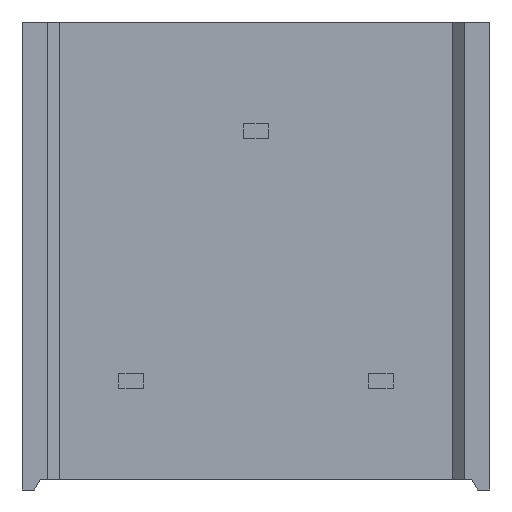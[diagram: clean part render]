
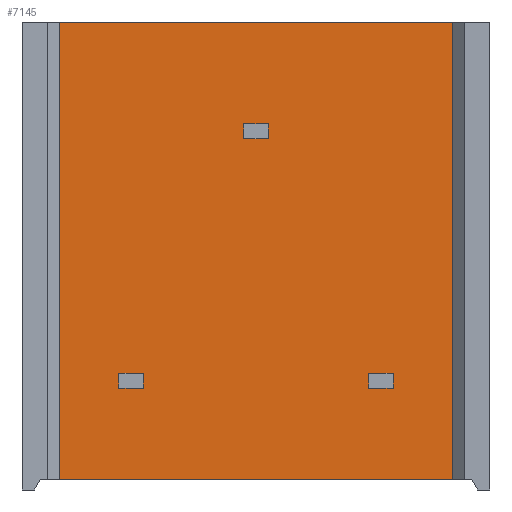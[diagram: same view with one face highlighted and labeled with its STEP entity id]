
A CAD part, front view. The second image highlights one B-rep face of the part: STEP entity #7145.
In plain terms, the highlighted planar face has unit normal (0, -1, 0).
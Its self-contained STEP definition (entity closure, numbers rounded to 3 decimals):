
#23 = DIRECTION ( 'NONE',  ( 0., 0., 1. ) ) ;
#156 = FACE_OUTER_BOUND ( 'NONE', #10286, .T. ) ;
#189 = CARTESIAN_POINT ( 'NONE',  ( -2.29, -4.58, -2.69 ) ) ;
#248 = DIRECTION ( 'NONE',  ( 0., 0., 1. ) ) ;
#335 = EDGE_CURVE ( 'NONE', #5780, #3089, #10161, .T. ) ;
#394 = ORIENTED_EDGE ( 'NONE', *, *, #3890, .T. ) ;
#411 = CARTESIAN_POINT ( 'NONE',  ( 4., -4.58, -4.543 ) ) ;
#457 = CARTESIAN_POINT ( 'NONE',  ( 0.25, -4.58, 2.39 ) ) ;
#505 = LINE ( 'NONE', #1994, #2599 ) ;
#568 = ORIENTED_EDGE ( 'NONE', *, *, #9565, .F. ) ;
#570 = FACE_BOUND ( 'NONE', #573, .T. ) ;
#573 = EDGE_LOOP ( 'NONE', ( #394, #10955, #7161, #6762 ) ) ;
#598 = CARTESIAN_POINT ( 'NONE',  ( 2.29, -4.58, -2.39 ) ) ;
#630 = VECTOR ( 'NONE', #961, 1000. ) ;
#695 = VECTOR ( 'NONE', #9221, 1000. ) ;
#762 = CARTESIAN_POINT ( 'NONE',  ( -2.79, -4.58, -2.39 ) ) ;
#864 = VERTEX_POINT ( 'NONE', #5594 ) ;
#869 = CARTESIAN_POINT ( 'NONE',  ( 2.29, -4.58, -2.69 ) ) ;
#947 = LINE ( 'NONE', #5218, #1086 ) ;
#961 = DIRECTION ( 'NONE',  ( 0., 0., -1. ) ) ;
#1010 = EDGE_CURVE ( 'NONE', #2292, #5842, #6315, .T. ) ;
#1086 = VECTOR ( 'NONE', #10563, 1000. ) ;
#1230 = VECTOR ( 'NONE', #8136, 1000. ) ;
#1408 = CARTESIAN_POINT ( 'NONE',  ( 0.25, -4.58, 2.69 ) ) ;
#1428 = VERTEX_POINT ( 'NONE', #5418 ) ;
#1478 = VERTEX_POINT ( 'NONE', #6101 ) ;
#1494 = CARTESIAN_POINT ( 'NONE',  ( -2.79, -4.58, -2.69 ) ) ;
#1708 = ORIENTED_EDGE ( 'NONE', *, *, #8378, .T. ) ;
#1721 = ORIENTED_EDGE ( 'NONE', *, *, #4479, .T. ) ;
#1825 = EDGE_CURVE ( 'NONE', #7745, #864, #5720, .T. ) ;
#1994 = CARTESIAN_POINT ( 'NONE',  ( -0.25, -4.58, 2.39 ) ) ;
#2044 = VECTOR ( 'NONE', #2107, 1000. ) ;
#2105 = VECTOR ( 'NONE', #5001, 1000. ) ;
#2107 = DIRECTION ( 'NONE',  ( 0., 0., 1. ) ) ;
#2292 = VERTEX_POINT ( 'NONE', #411 ) ;
#2303 = CARTESIAN_POINT ( 'NONE',  ( -2.79, -4.58, -2.39 ) ) ;
#2598 = DIRECTION ( 'NONE',  ( 1., 0., 0. ) ) ;
#2599 = VECTOR ( 'NONE', #248, 1000. ) ;
#2613 = CARTESIAN_POINT ( 'NONE',  ( -2.29, -4.58, -2.39 ) ) ;
#2730 = CARTESIAN_POINT ( 'NONE',  ( 4., -4.58, -45.24 ) ) ;
#2938 = LINE ( 'NONE', #6689, #9741 ) ;
#2940 = LINE ( 'NONE', #7493, #695 ) ;
#2961 = LINE ( 'NONE', #2303, #2105 ) ;
#2967 = DIRECTION ( 'NONE',  ( 1., 0., 0. ) ) ;
#3089 = VERTEX_POINT ( 'NONE', #598 ) ;
#3348 = CARTESIAN_POINT ( 'NONE',  ( 4., -4.58, 4.76 ) ) ;
#3567 = CARTESIAN_POINT ( 'NONE',  ( -4., -4.58, -45.24 ) ) ;
#3641 = LINE ( 'NONE', #2613, #10441 ) ;
#3742 = CARTESIAN_POINT ( 'NONE',  ( 2.79, -4.58, -2.39 ) ) ;
#3890 = EDGE_CURVE ( 'NONE', #3089, #8697, #8326, .T. ) ;
#3990 = LINE ( 'NONE', #10545, #9692 ) ;
#4177 = LINE ( 'NONE', #2730, #10277 ) ;
#4219 = EDGE_CURVE ( 'NONE', #8665, #8820, #3990, .T. ) ;
#4479 = EDGE_CURVE ( 'NONE', #1478, #6892, #2938, .T. ) ;
#4494 = ORIENTED_EDGE ( 'NONE', *, *, #9205, .T. ) ;
#4535 = LINE ( 'NONE', #3742, #630 ) ;
#4565 = DIRECTION ( 'NONE',  ( 1., 0., 0. ) ) ;
#4777 = DIRECTION ( 'NONE',  ( -1., 0., 0. ) ) ;
#4979 = DIRECTION ( 'NONE',  ( -1., 0., 0. ) ) ;
#5001 = DIRECTION ( 'NONE',  ( 1., 0., 0. ) ) ;
#5124 = VECTOR ( 'NONE', #2598, 1000. ) ;
#5218 = CARTESIAN_POINT ( 'NONE',  ( 0.25, -4.58, 2.69 ) ) ;
#5283 = ORIENTED_EDGE ( 'NONE', *, *, #6934, .T. ) ;
#5357 = EDGE_LOOP ( 'NONE', ( #5283, #9244, #8533, #9457 ) ) ;
#5378 = PLANE ( 'NONE',  #10443 ) ;
#5418 = CARTESIAN_POINT ( 'NONE',  ( -2.29, -4.58, -2.39 ) ) ;
#5457 = VECTOR ( 'NONE', #4979, 1000. ) ;
#5562 = DIRECTION ( 'NONE',  ( 0., 0., 1. ) ) ;
#5594 = CARTESIAN_POINT ( 'NONE',  ( -0.25, -4.58, 2.39 ) ) ;
#5719 = VECTOR ( 'NONE', #10702, 1000. ) ;
#5720 = LINE ( 'NONE', #8593, #5457 ) ;
#5780 = VERTEX_POINT ( 'NONE', #869 ) ;
#5842 = VERTEX_POINT ( 'NONE', #10067 ) ;
#5878 = VECTOR ( 'NONE', #4777, 1000. ) ;
#5939 = ORIENTED_EDGE ( 'NONE', *, *, #1825, .T. ) ;
#5979 = CARTESIAN_POINT ( 'NONE',  ( 2.79, -4.58, -2.69 ) ) ;
#6101 = CARTESIAN_POINT ( 'NONE',  ( -0.25, -4.58, 2.69 ) ) ;
#6153 = DIRECTION ( 'NONE',  ( -1., 0., 0. ) ) ;
#6242 = CARTESIAN_POINT ( 'NONE',  ( -4., -4.58, 4.76 ) ) ;
#6255 = ORIENTED_EDGE ( 'NONE', *, *, #10462, .T. ) ;
#6315 = LINE ( 'NONE', #6594, #5878 ) ;
#6420 = CARTESIAN_POINT ( 'NONE',  ( 4., -4.58, -45.24 ) ) ;
#6594 = CARTESIAN_POINT ( 'NONE',  ( 4.385, -4.58, -4.543 ) ) ;
#6617 = CARTESIAN_POINT ( 'NONE',  ( -2.29, -4.58, -2.69 ) ) ;
#6689 = CARTESIAN_POINT ( 'NONE',  ( -0.25, -4.58, 2.69 ) ) ;
#6762 = ORIENTED_EDGE ( 'NONE', *, *, #335, .T. ) ;
#6892 = VERTEX_POINT ( 'NONE', #1408 ) ;
#6934 = EDGE_CURVE ( 'NONE', #9216, #1428, #2961, .T. ) ;
#7076 = LINE ( 'NONE', #3567, #9157 ) ;
#7111 = CARTESIAN_POINT ( 'NONE',  ( 2.29, -4.58, -2.39 ) ) ;
#7145 = ADVANCED_FACE ( 'NONE', ( #570, #8917, #8505, #156 ), #5378, .F. ) ;
#7161 = ORIENTED_EDGE ( 'NONE', *, *, #7937, .T. ) ;
#7356 = LINE ( 'NONE', #11042, #2044 ) ;
#7463 = VERTEX_POINT ( 'NONE', #5979 ) ;
#7493 = CARTESIAN_POINT ( 'NONE',  ( 2.79, -4.58, -2.69 ) ) ;
#7526 = EDGE_CURVE ( 'NONE', #1428, #9816, #3641, .T. ) ;
#7745 = VERTEX_POINT ( 'NONE', #457 ) ;
#7937 = EDGE_CURVE ( 'NONE', #7463, #5780, #2940, .T. ) ;
#8136 = DIRECTION ( 'NONE',  ( -1., 0., 0. ) ) ;
#8194 = LINE ( 'NONE', #189, #1230 ) ;
#8326 = LINE ( 'NONE', #7111, #5124 ) ;
#8371 = ORIENTED_EDGE ( 'NONE', *, *, #1010, .F. ) ;
#8378 = EDGE_CURVE ( 'NONE', #2292, #8665, #4177, .T. ) ;
#8505 = FACE_BOUND ( 'NONE', #9215, .T. ) ;
#8533 = ORIENTED_EDGE ( 'NONE', *, *, #9314, .T. ) ;
#8593 = CARTESIAN_POINT ( 'NONE',  ( 0.25, -4.58, 2.39 ) ) ;
#8665 = VERTEX_POINT ( 'NONE', #3348 ) ;
#8697 = VERTEX_POINT ( 'NONE', #11326 ) ;
#8820 = VERTEX_POINT ( 'NONE', #6242 ) ;
#8877 = CARTESIAN_POINT ( 'NONE',  ( 2.29, -4.58, -2.69 ) ) ;
#8917 = FACE_BOUND ( 'NONE', #5357, .T. ) ;
#9157 = VECTOR ( 'NONE', #23, 1000. ) ;
#9205 = EDGE_CURVE ( 'NONE', #6892, #7745, #947, .T. ) ;
#9215 = EDGE_LOOP ( 'NONE', ( #1721, #4494, #5939, #6255 ) ) ;
#9216 = VERTEX_POINT ( 'NONE', #762 ) ;
#9221 = DIRECTION ( 'NONE',  ( -1., 0., 0. ) ) ;
#9244 = ORIENTED_EDGE ( 'NONE', *, *, #7526, .T. ) ;
#9314 = EDGE_CURVE ( 'NONE', #9816, #9574, #8194, .T. ) ;
#9431 = ORIENTED_EDGE ( 'NONE', *, *, #4219, .T. ) ;
#9457 = ORIENTED_EDGE ( 'NONE', *, *, #9798, .T. ) ;
#9565 = EDGE_CURVE ( 'NONE', #5842, #8820, #7076, .T. ) ;
#9574 = VERTEX_POINT ( 'NONE', #1494 ) ;
#9692 = VECTOR ( 'NONE', #6153, 1000. ) ;
#9741 = VECTOR ( 'NONE', #2967, 1000. ) ;
#9798 = EDGE_CURVE ( 'NONE', #9574, #9216, #7356, .T. ) ;
#9816 = VERTEX_POINT ( 'NONE', #6617 ) ;
#9835 = DIRECTION ( 'NONE',  ( 0., 0., -1. ) ) ;
#9873 = DIRECTION ( 'NONE',  ( 0., 1., 0. ) ) ;
#10067 = CARTESIAN_POINT ( 'NONE',  ( -4., -4.58, -4.543 ) ) ;
#10161 = LINE ( 'NONE', #8877, #5719 ) ;
#10277 = VECTOR ( 'NONE', #5562, 1000. ) ;
#10286 = EDGE_LOOP ( 'NONE', ( #1708, #9431, #568, #8371 ) ) ;
#10441 = VECTOR ( 'NONE', #9835, 1000. ) ;
#10443 = AXIS2_PLACEMENT_3D ( 'NONE', #6420, #9873, #4565 ) ;
#10462 = EDGE_CURVE ( 'NONE', #864, #1478, #505, .T. ) ;
#10545 = CARTESIAN_POINT ( 'NONE',  ( 4., -4.58, 4.76 ) ) ;
#10563 = DIRECTION ( 'NONE',  ( 0., 0., -1. ) ) ;
#10702 = DIRECTION ( 'NONE',  ( 0., 0., 1. ) ) ;
#10817 = EDGE_CURVE ( 'NONE', #8697, #7463, #4535, .T. ) ;
#10955 = ORIENTED_EDGE ( 'NONE', *, *, #10817, .T. ) ;
#11042 = CARTESIAN_POINT ( 'NONE',  ( -2.79, -4.58, -2.69 ) ) ;
#11326 = CARTESIAN_POINT ( 'NONE',  ( 2.79, -4.58, -2.39 ) ) ;
